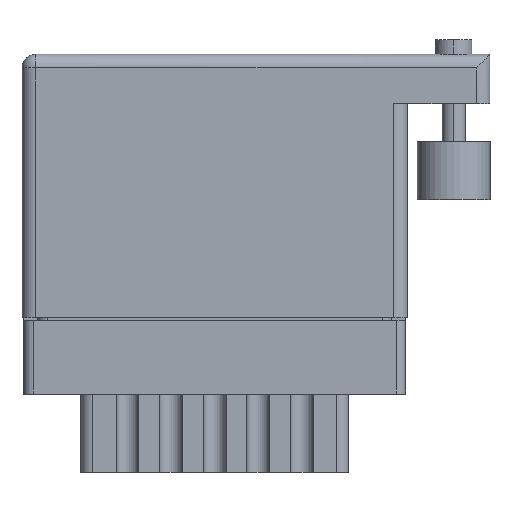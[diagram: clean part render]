
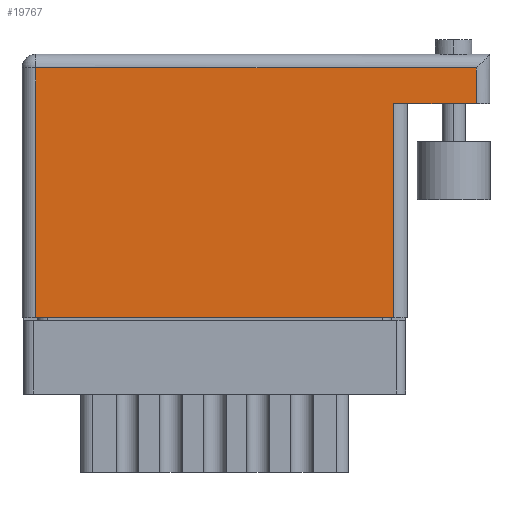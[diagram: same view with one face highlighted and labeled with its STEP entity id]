
A CAD part, front view. The second image highlights one B-rep face of the part: STEP entity #19767.
In plain terms, the highlighted face is planar.
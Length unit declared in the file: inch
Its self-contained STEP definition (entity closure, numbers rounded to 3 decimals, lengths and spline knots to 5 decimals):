
#411 = VECTOR ( 'NONE', #20272, 39.37008 ) ;
#1238 = CARTESIAN_POINT ( 'NONE',  ( 1.278, 0.736, 0. ) ) ;
#2437 = CARTESIAN_POINT ( 'NONE',  ( 0., 0., 0. ) ) ;
#2756 = ORIENTED_EDGE ( 'NONE', *, *, #17838, .T. ) ;
#3366 = CARTESIAN_POINT ( 'NONE',  ( 1.562, 0.906, 0. ) ) ;
#3776 = EDGE_CURVE ( 'NONE', #6546, #12310, #21614, .T. ) ;
#4599 = CARTESIAN_POINT ( 'NONE',  ( 0.047, 0., 0. ) ) ;
#4791 = DIRECTION ( 'NONE',  ( 0., 0., -1. ) ) ;
#6037 = EDGE_LOOP ( 'NONE', ( #2756, #16126, #21138, #20227, #11510, #15876 ) ) ;
#6510 = DIRECTION ( 'NONE',  ( -1., 0., 0. ) ) ;
#6524 = EDGE_CURVE ( 'NONE', #13523, #16519, #15190, .T. ) ;
#6546 = VERTEX_POINT ( 'NONE', #12609 ) ;
#6553 = CARTESIAN_POINT ( 'NONE',  ( 0., 0.906, 0. ) ) ;
#6588 = CARTESIAN_POINT ( 'NONE',  ( 1.278, 0.736, 0. ) ) ;
#6622 = FACE_OUTER_BOUND ( 'NONE', #6037, .T. ) ;
#8118 = EDGE_CURVE ( 'NONE', #6546, #11427, #18813, .T. ) ;
#8506 = DIRECTION ( 'NONE',  ( 1., 0., 0. ) ) ;
#8550 = EDGE_CURVE ( 'NONE', #11427, #13523, #19709, .T. ) ;
#8817 = DIRECTION ( 'NONE',  ( -1., 0., 0. ) ) ;
#9466 = CARTESIAN_POINT ( 'NONE',  ( 1.278, 0., 0. ) ) ;
#10073 = LINE ( 'NONE', #2437, #12587 ) ;
#10626 = DIRECTION ( 'NONE',  ( 0., 1., 0. ) ) ;
#11427 = VERTEX_POINT ( 'NONE', #16198 ) ;
#11510 = ORIENTED_EDGE ( 'NONE', *, *, #8550, .T. ) ;
#12310 = VERTEX_POINT ( 'NONE', #1238 ) ;
#12587 = VECTOR ( 'NONE', #8506, 39.37008 ) ;
#12609 = CARTESIAN_POINT ( 'NONE',  ( 1.562, 0.736, 0. ) ) ;
#13523 = VERTEX_POINT ( 'NONE', #14262 ) ;
#14262 = CARTESIAN_POINT ( 'NONE',  ( 0.047, 0.859, 0. ) ) ;
#14603 = PLANE ( 'NONE',  #24060 ) ;
#15131 = VECTOR ( 'NONE', #10626, 39.37008 ) ;
#15190 = LINE ( 'NONE', #18254, #411 ) ;
#15378 = VECTOR ( 'NONE', #17216, 39.37008 ) ;
#15529 = DIRECTION ( 'NONE',  ( 0., 1., 0. ) ) ;
#15876 = ORIENTED_EDGE ( 'NONE', *, *, #6524, .T. ) ;
#16126 = ORIENTED_EDGE ( 'NONE', *, *, #17075, .T. ) ;
#16198 = CARTESIAN_POINT ( 'NONE',  ( 1.562, 0.859, 0. ) ) ;
#16519 = VERTEX_POINT ( 'NONE', #4599 ) ;
#17075 = EDGE_CURVE ( 'NONE', #19423, #12310, #17928, .T. ) ;
#17216 = DIRECTION ( 'NONE',  ( -1., 0., 0. ) ) ;
#17838 = EDGE_CURVE ( 'NONE', #16519, #19423, #10073, .T. ) ;
#17928 = LINE ( 'NONE', #6588, #15131 ) ;
#18254 = CARTESIAN_POINT ( 'NONE',  ( 0.047, 0., 0. ) ) ;
#18455 = CARTESIAN_POINT ( 'NONE',  ( 0., 0.859, 0. ) ) ;
#18813 = LINE ( 'NONE', #3366, #23541 ) ;
#19033 = CARTESIAN_POINT ( 'NONE',  ( 1.609, 0.736, 0. ) ) ;
#19394 = VECTOR ( 'NONE', #6510, 39.37008 ) ;
#19423 = VERTEX_POINT ( 'NONE', #9466 ) ;
#19709 = LINE ( 'NONE', #18455, #19394 ) ;
#19767 = ADVANCED_FACE ( 'NONE', ( #6622 ), #14603, .F. ) ;
#20227 = ORIENTED_EDGE ( 'NONE', *, *, #8118, .T. ) ;
#20272 = DIRECTION ( 'NONE',  ( 0., -1., 0. ) ) ;
#21138 = ORIENTED_EDGE ( 'NONE', *, *, #3776, .F. ) ;
#21614 = LINE ( 'NONE', #19033, #15378 ) ;
#23541 = VECTOR ( 'NONE', #15529, 39.37008 ) ;
#24060 = AXIS2_PLACEMENT_3D ( 'NONE', #6553, #4791, #8817 ) ;
